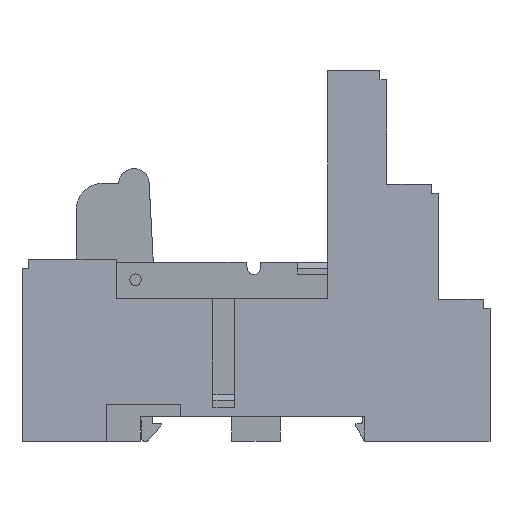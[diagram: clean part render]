
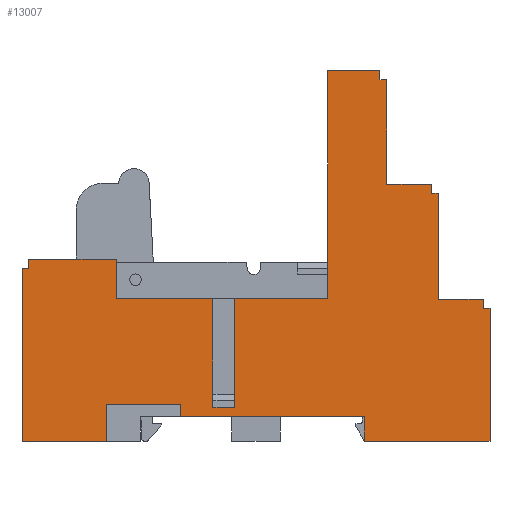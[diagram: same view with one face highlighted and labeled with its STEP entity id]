
A CAD part, front view. The second image highlights one B-rep face of the part: STEP entity #13007.
In plain terms, the highlighted planar face has unit normal (0, -1, 0.004).
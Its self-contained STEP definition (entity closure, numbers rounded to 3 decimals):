
#405=FACE_OUTER_BOUND('',#1118,.T.);
#1118=EDGE_LOOP('',(#9047,#9048,#9049,#9050,#9051,#9052,#9053,#9054,#9055,
#9056,#9057,#9058,#9059,#9060,#9061,#9062,#9063,#9064,#9065,#9066,#9067,
#9068,#9069,#9070,#9071,#9072,#9073,#9074,#9075,#9076));
#1773=LINE('',#18110,#3516);
#1910=LINE('',#18411,#3653);
#2035=LINE('',#18719,#3778);
#2040=LINE('',#18728,#3783);
#2044=LINE('',#18735,#3787);
#2050=LINE('',#18749,#3793);
#2051=LINE('',#18751,#3794);
#2052=LINE('',#18753,#3795);
#2053=LINE('',#18755,#3796);
#2054=LINE('',#18757,#3797);
#2055=LINE('',#18759,#3798);
#2056=LINE('',#18761,#3799);
#2057=LINE('',#18763,#3800);
#2058=LINE('',#18765,#3801);
#2059=LINE('',#18767,#3802);
#2060=LINE('',#18769,#3803);
#2061=LINE('',#18771,#3804);
#2062=LINE('',#18773,#3805);
#2063=LINE('',#18775,#3806);
#2064=LINE('',#18776,#3807);
#2065=LINE('',#18778,#3808);
#2066=LINE('',#18780,#3809);
#2067=LINE('',#18781,#3810);
#2068=LINE('',#18783,#3811);
#2069=LINE('',#18785,#3812);
#2070=LINE('',#18787,#3813);
#2071=LINE('',#18789,#3814);
#2072=LINE('',#18791,#3815);
#2073=LINE('',#18793,#3816);
#2074=LINE('',#18794,#3817);
#3516=VECTOR('',#14586,37.5);
#3653=VECTOR('',#14801,14.4);
#3778=VECTOR('',#15096,6.5);
#3783=VECTOR('',#15105,15.9);
#3787=VECTOR('',#15109,15.3);
#3793=VECTOR('',#15119,30.25);
#3794=VECTOR('',#15120,4.1);
#3795=VECTOR('',#15121,20.65);
#3796=VECTOR('',#15122,21.9);
#3797=VECTOR('',#15123,1.1);
#3798=VECTOR('',#15124,1.5);
#3799=VECTOR('',#15125,7.4);
#3800=VECTOR('',#15126,17.4);
#3801=VECTOR('',#15127,1.1);
#3802=VECTOR('',#15128,1.5);
#3803=VECTOR('',#15129,7.4);
#3804=VECTOR('',#15130,17.2);
#3805=VECTOR('',#15131,1.1);
#3806=VECTOR('',#15132,1.5);
#3807=VECTOR('',#15133,8.6);
#3808=VECTOR('',#15134,17.9);
#3809=VECTOR('',#15135,3.6);
#3810=VECTOR('',#15136,17.9);
#3811=VECTOR('',#15137,1.5);
#3812=VECTOR('',#15138,1.1);
#3813=VECTOR('',#15139,28.5);
#3814=VECTOR('',#15140,13.9);
#3815=VECTOR('',#15141,6.1);
#3816=VECTOR('',#15142,12.2);
#3817=VECTOR('',#15143,2.);
#5257=VERTEX_POINT('',#18107);
#5258=VERTEX_POINT('',#18109);
#5382=VERTEX_POINT('',#18408);
#5383=VERTEX_POINT('',#18410);
#5481=VERTEX_POINT('',#18718);
#5483=VERTEX_POINT('',#18727);
#5486=VERTEX_POINT('',#18733);
#5491=VERTEX_POINT('',#18747);
#5492=VERTEX_POINT('',#18748);
#5493=VERTEX_POINT('',#18750);
#5494=VERTEX_POINT('',#18752);
#5495=VERTEX_POINT('',#18754);
#5496=VERTEX_POINT('',#18756);
#5497=VERTEX_POINT('',#18758);
#5498=VERTEX_POINT('',#18760);
#5499=VERTEX_POINT('',#18762);
#5500=VERTEX_POINT('',#18764);
#5501=VERTEX_POINT('',#18766);
#5502=VERTEX_POINT('',#18768);
#5503=VERTEX_POINT('',#18770);
#5504=VERTEX_POINT('',#18772);
#5505=VERTEX_POINT('',#18774);
#5506=VERTEX_POINT('',#18777);
#5507=VERTEX_POINT('',#18779);
#5508=VERTEX_POINT('',#18782);
#5509=VERTEX_POINT('',#18784);
#5510=VERTEX_POINT('',#18786);
#5511=VERTEX_POINT('',#18788);
#5512=VERTEX_POINT('',#18790);
#5513=VERTEX_POINT('',#18792);
#6545=EDGE_CURVE('',#5258,#5257,#1773,.T.);
#6697=EDGE_CURVE('',#5383,#5382,#1910,.T.);
#6851=EDGE_CURVE('',#5481,#5383,#2035,.T.);
#6856=EDGE_CURVE('',#5483,#5481,#2040,.T.);
#6860=EDGE_CURVE('',#5257,#5486,#2044,.T.);
#6866=EDGE_CURVE('',#5491,#5492,#2050,.T.);
#6867=EDGE_CURVE('',#5493,#5491,#2051,.T.);
#6868=EDGE_CURVE('',#5493,#5494,#2052,.T.);
#6869=EDGE_CURVE('',#5495,#5494,#2053,.T.);
#6870=EDGE_CURVE('',#5495,#5496,#2054,.T.);
#6871=EDGE_CURVE('',#5496,#5497,#2055,.T.);
#6872=EDGE_CURVE('',#5497,#5498,#2056,.T.);
#6873=EDGE_CURVE('',#5498,#5499,#2057,.T.);
#6874=EDGE_CURVE('',#5499,#5500,#2058,.T.);
#6875=EDGE_CURVE('',#5500,#5501,#2059,.T.);
#6876=EDGE_CURVE('',#5501,#5502,#2060,.T.);
#6877=EDGE_CURVE('',#5502,#5503,#2061,.T.);
#6878=EDGE_CURVE('',#5503,#5504,#2062,.T.);
#6879=EDGE_CURVE('',#5505,#5504,#2063,.T.);
#6880=EDGE_CURVE('',#5258,#5505,#2064,.T.);
#6881=EDGE_CURVE('',#5506,#5486,#2065,.T.);
#6882=EDGE_CURVE('',#5506,#5507,#2066,.T.);
#6883=EDGE_CURVE('',#5507,#5483,#2067,.T.);
#6884=EDGE_CURVE('',#5382,#5508,#2068,.T.);
#6885=EDGE_CURVE('',#5509,#5508,#2069,.T.);
#6886=EDGE_CURVE('',#5509,#5510,#2070,.T.);
#6887=EDGE_CURVE('',#5510,#5511,#2071,.T.);
#6888=EDGE_CURVE('',#5511,#5512,#2072,.T.);
#6889=EDGE_CURVE('',#5512,#5513,#2073,.T.);
#6890=EDGE_CURVE('',#5513,#5492,#2074,.T.);
#9047=ORIENTED_EDGE('',*,*,#6866,.F.);
#9048=ORIENTED_EDGE('',*,*,#6867,.F.);
#9049=ORIENTED_EDGE('',*,*,#6868,.T.);
#9050=ORIENTED_EDGE('',*,*,#6869,.F.);
#9051=ORIENTED_EDGE('',*,*,#6870,.T.);
#9052=ORIENTED_EDGE('',*,*,#6871,.T.);
#9053=ORIENTED_EDGE('',*,*,#6872,.T.);
#9054=ORIENTED_EDGE('',*,*,#6873,.T.);
#9055=ORIENTED_EDGE('',*,*,#6874,.T.);
#9056=ORIENTED_EDGE('',*,*,#6875,.T.);
#9057=ORIENTED_EDGE('',*,*,#6876,.T.);
#9058=ORIENTED_EDGE('',*,*,#6877,.T.);
#9059=ORIENTED_EDGE('',*,*,#6878,.T.);
#9060=ORIENTED_EDGE('',*,*,#6879,.F.);
#9061=ORIENTED_EDGE('',*,*,#6880,.F.);
#9062=ORIENTED_EDGE('',*,*,#6545,.T.);
#9063=ORIENTED_EDGE('',*,*,#6860,.T.);
#9064=ORIENTED_EDGE('',*,*,#6881,.F.);
#9065=ORIENTED_EDGE('',*,*,#6882,.T.);
#9066=ORIENTED_EDGE('',*,*,#6883,.T.);
#9067=ORIENTED_EDGE('',*,*,#6856,.T.);
#9068=ORIENTED_EDGE('',*,*,#6851,.T.);
#9069=ORIENTED_EDGE('',*,*,#6697,.T.);
#9070=ORIENTED_EDGE('',*,*,#6884,.T.);
#9071=ORIENTED_EDGE('',*,*,#6885,.F.);
#9072=ORIENTED_EDGE('',*,*,#6886,.T.);
#9073=ORIENTED_EDGE('',*,*,#6887,.T.);
#9074=ORIENTED_EDGE('',*,*,#6888,.T.);
#9075=ORIENTED_EDGE('',*,*,#6889,.T.);
#9076=ORIENTED_EDGE('',*,*,#6890,.T.);
#12357=PLANE('',#13758);
#13007=ADVANCED_FACE('',(#405),#12357,.T.);
#13758=AXIS2_PLACEMENT_3D('',#18746,#15117,#15118);
#14586=DIRECTION('',(0.,-0.004,-1.));
#14801=DIRECTION('',(-1.,0.,0.));
#15096=DIRECTION('',(0.,0.004,1.));
#15105=DIRECTION('',(-1.,0.,0.));
#15109=DIRECTION('',(-1.,0.,0.));
#15117=DIRECTION('center_axis',(0.,-1.,0.004));
#15118=DIRECTION('ref_axis',(0.,-0.004,-1.));
#15119=DIRECTION('',(-1.,0.,0.));
#15120=DIRECTION('',(0.,0.004,1.));
#15121=DIRECTION('',(1.,0.,0.));
#15122=DIRECTION('',(0.,-0.004,-1.));
#15123=DIRECTION('',(-1.,0.,0.));
#15124=DIRECTION('',(0.,0.004,1.));
#15125=DIRECTION('',(-1.,0.,0.));
#15126=DIRECTION('',(0.,0.004,1.));
#15127=DIRECTION('',(-1.,0.,0.));
#15128=DIRECTION('',(0.,0.004,1.));
#15129=DIRECTION('',(-1.,0.,0.));
#15130=DIRECTION('',(0.,0.004,1.));
#15131=DIRECTION('',(-1.,0.,0.));
#15132=DIRECTION('',(0.,-0.004,-1.));
#15133=DIRECTION('',(1.,0.,0.));
#15134=DIRECTION('',(0.,0.004,1.));
#15135=DIRECTION('',(-1.,0.,0.));
#15136=DIRECTION('',(0.,0.004,1.));
#15137=DIRECTION('',(0.,-0.004,-1.));
#15138=DIRECTION('',(1.,0.,0.));
#15139=DIRECTION('',(0.,-0.004,-1.));
#15140=DIRECTION('',(1.,0.,0.));
#15141=DIRECTION('',(0.,0.004,1.));
#15142=DIRECTION('',(1.,0.,0.));
#15143=DIRECTION('',(0.,-0.004,-1.));
#18107=CARTESIAN_POINT('',(11.8,-13.503,-37.5));
#18109=CARTESIAN_POINT('',(11.8,-13.348,0.));
#18110=CARTESIAN_POINT('',(11.8,-13.348,0.));
#18408=CARTESIAN_POINT('',(-37.4,-13.476,-31.));
#18410=CARTESIAN_POINT('',(-23.,-13.476,-31.));
#18411=CARTESIAN_POINT('',(-23.,-13.476,-31.));
#18718=CARTESIAN_POINT('',(-23.,-13.503,-37.5));
#18719=CARTESIAN_POINT('',(-23.,-13.503,-37.5));
#18727=CARTESIAN_POINT('',(-7.1,-13.503,-37.5));
#18728=CARTESIAN_POINT('',(-7.1,-13.503,-37.5));
#18733=CARTESIAN_POINT('',(-3.5,-13.503,-37.5));
#18735=CARTESIAN_POINT('',(11.8,-13.503,-37.5));
#18746=CARTESIAN_POINT('Origin',(-38.5,-13.348,0.));
#18747=CARTESIAN_POINT('',(17.85,-13.583,-56.9));
#18748=CARTESIAN_POINT('',(-12.4,-13.583,-56.9));
#18749=CARTESIAN_POINT('',(17.85,-13.583,-56.9));
#18750=CARTESIAN_POINT('',(17.85,-13.6,-61.));
#18751=CARTESIAN_POINT('',(17.85,-13.6,-61.));
#18752=CARTESIAN_POINT('',(38.5,-13.6,-61.));
#18753=CARTESIAN_POINT('',(17.85,-13.6,-61.));
#18754=CARTESIAN_POINT('',(38.5,-13.51,-39.1));
#18755=CARTESIAN_POINT('',(38.5,-13.51,-39.1));
#18756=CARTESIAN_POINT('',(37.4,-13.51,-39.1));
#18757=CARTESIAN_POINT('',(38.5,-13.51,-39.1));
#18758=CARTESIAN_POINT('',(37.4,-13.503,-37.6));
#18759=CARTESIAN_POINT('',(37.4,-13.51,-39.1));
#18760=CARTESIAN_POINT('',(30.,-13.503,-37.6));
#18761=CARTESIAN_POINT('',(37.4,-13.503,-37.6));
#18762=CARTESIAN_POINT('',(30.,-13.431,-20.2));
#18763=CARTESIAN_POINT('',(30.,-13.503,-37.6));
#18764=CARTESIAN_POINT('',(28.9,-13.431,-20.2));
#18765=CARTESIAN_POINT('',(30.,-13.431,-20.2));
#18766=CARTESIAN_POINT('',(28.9,-13.425,-18.7));
#18767=CARTESIAN_POINT('',(28.9,-13.431,-20.2));
#18768=CARTESIAN_POINT('',(21.5,-13.425,-18.7));
#18769=CARTESIAN_POINT('',(28.9,-13.425,-18.7));
#18770=CARTESIAN_POINT('',(21.5,-13.354,-1.5));
#18771=CARTESIAN_POINT('',(21.5,-13.425,-18.7));
#18772=CARTESIAN_POINT('',(20.4,-13.354,-1.5));
#18773=CARTESIAN_POINT('',(21.5,-13.354,-1.5));
#18774=CARTESIAN_POINT('',(20.4,-13.348,0.));
#18775=CARTESIAN_POINT('',(20.4,-13.348,0.));
#18776=CARTESIAN_POINT('',(11.8,-13.348,0.));
#18777=CARTESIAN_POINT('',(-3.5,-13.577,-55.4));
#18778=CARTESIAN_POINT('',(-3.5,-13.577,-55.4));
#18779=CARTESIAN_POINT('',(-7.1,-13.577,-55.4));
#18780=CARTESIAN_POINT('',(-3.5,-13.577,-55.4));
#18781=CARTESIAN_POINT('',(-7.1,-13.577,-55.4));
#18782=CARTESIAN_POINT('',(-37.4,-13.482,-32.5));
#18783=CARTESIAN_POINT('',(-37.4,-13.476,-31.));
#18784=CARTESIAN_POINT('',(-38.5,-13.482,-32.5));
#18785=CARTESIAN_POINT('',(-38.5,-13.482,-32.5));
#18786=CARTESIAN_POINT('',(-38.5,-13.6,-61.));
#18787=CARTESIAN_POINT('',(-38.5,-13.482,-32.5));
#18788=CARTESIAN_POINT('',(-24.6,-13.6,-61.));
#18789=CARTESIAN_POINT('',(-38.5,-13.6,-61.));
#18790=CARTESIAN_POINT('',(-24.6,-13.575,-54.9));
#18791=CARTESIAN_POINT('',(-24.6,-13.6,-61.));
#18792=CARTESIAN_POINT('',(-12.4,-13.575,-54.9));
#18793=CARTESIAN_POINT('',(-24.6,-13.575,-54.9));
#18794=CARTESIAN_POINT('',(-12.4,-13.575,-54.9));
